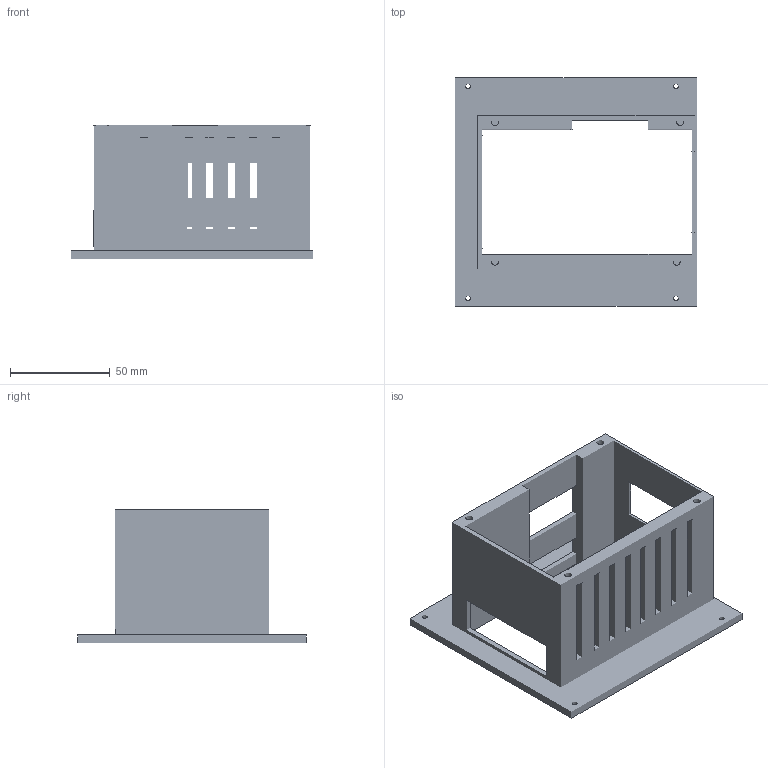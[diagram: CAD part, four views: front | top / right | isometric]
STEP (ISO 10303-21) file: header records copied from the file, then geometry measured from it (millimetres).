
FILE_DESCRIPTION(/* description */ ('STEP AP242','CAx-IF Rec.Pracs.---Representation and Presentation of Product Manufacturing Information (PMI)---4.0---2014-10-13','CAx-IF Rec.Pracs.---3D Tessellated Geometry---0.4---2014-09-14','2;1'),/* implementation_level */ '2;1');
FILE_NAME(/* name */ 'Box (4)',/* time_stamp */ '2025-08-08T04:54:06Z',/* author */ (''),/* organization */ (''),/* preprocessor_version */ 'ST-DEVELOPER v20',/* originating_system */ 'ONSHAPE BY PTC INC, 1.202',/* authorisation */ ' ');
FILE_SCHEMA (('AP242_MANAGED_MODEL_BASED_3D_ENGINEERING_MIM_LF { 1 0 10303 442 1 1 4 }'));
Length unit declared in the file: metre
Products named in the file (1): Part 1
Bounding box: 120.63 x 114.26 x 66.82 mm (x, y, z)
Surface area: 60736.4 mm2 (no closed solid volume)
Topology: 0 solids, 1 shells, 1 faces, 0 edges, 0 vertices
Faces by surface type: other 1
Entity records: 38 total; most frequent: STYLED_ITEM 2, PRESENTATION_STYLE_ASSIGNMENT 2, SURFACE_STYLE_USAGE 2, SURFACE_SIDE_STYLE 2, SURFACE_STYLE_FILL_AREA 2, FILL_AREA_STYLE 2, FILL_AREA_STYLE_COLOUR 2, DIRECTION 2
